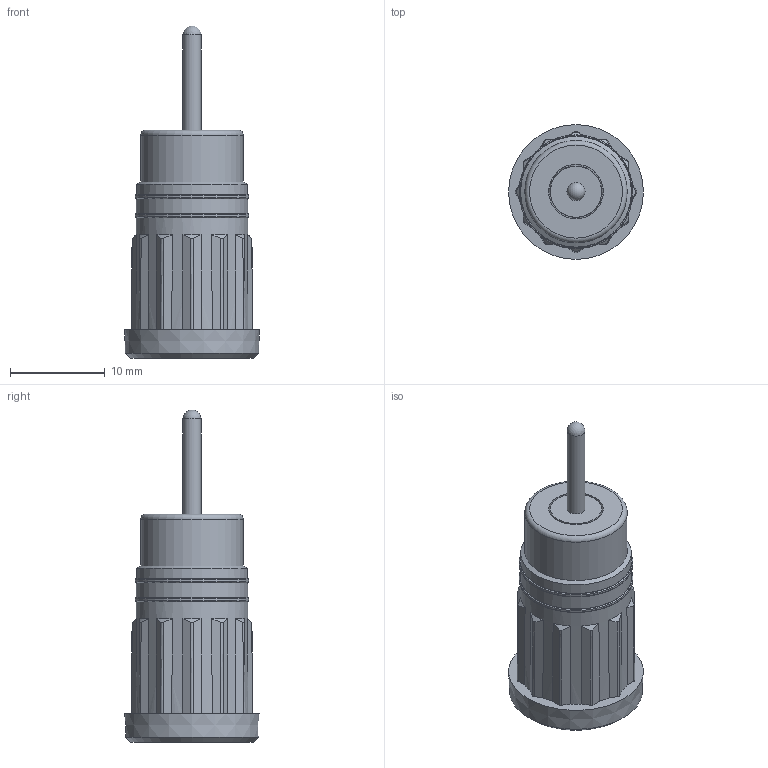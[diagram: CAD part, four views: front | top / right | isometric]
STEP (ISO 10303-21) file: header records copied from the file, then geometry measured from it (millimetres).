
FILE_DESCRIPTION (( 'STEP AP214' ), '1' );
FILE_NAME ('CT2912-0.STEP', '2017-10-11T17:41:02', ( '' ), ( '' ), 'SwSTEP 2.0', 'SolidWorks 2014', '' );
FILE_SCHEMA (( 'AUTOMOTIVE_DESIGN' ));
Length unit declared in the file: millimetre
Products named in the file (3): 440-310_440-310-00; CT2912-0; 440-3xx_440-306
Assembly tree (2 placements, depth 2):
  CT2912-0
    440-310_440-310-00
    440-3xx_440-306
Bounding box: 14.21 x 14.21 x 34.99 mm (x, y, z)
Volume: 1791.3 mm3; surface area: 3118 mm2
Topology: 2 solids, 2 shells, 213 faces, 525 edges, 341 vertices
Faces by surface type: plane 144, cone 42, bspline 12, torus 8, cylinder 6, sphere 1
Full cylindrical faces by diameter (mm): 1.9 x1, 4.1 x1, 5.4 x1, 10.8 x1, 12 x2
Entity records: 6308 total; most frequent: CARTESIAN_POINT 1432, ORIENTED_EDGE 974, DIRECTION 948, EDGE_CURVE 487, AXIS2_PLACEMENT_3D 351, VERTEX_POINT 331, EDGE_LOOP 268, VECTOR 246
